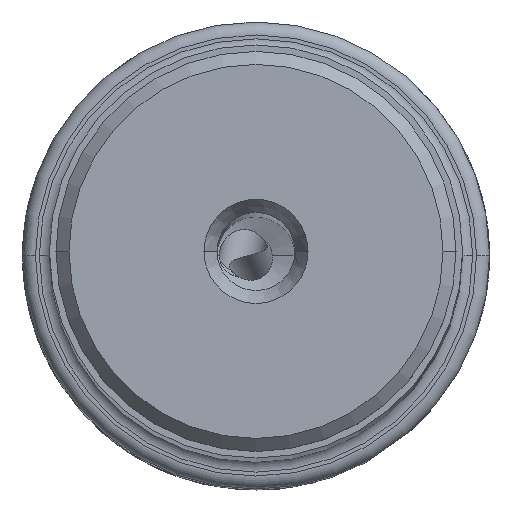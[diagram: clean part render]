
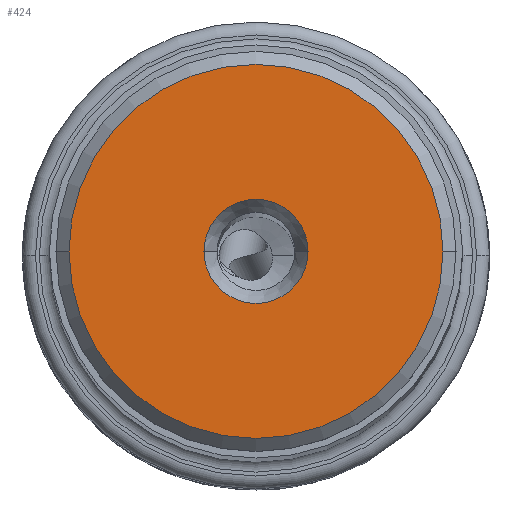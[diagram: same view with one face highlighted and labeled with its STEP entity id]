
A CAD part, top view. The second image highlights one B-rep face of the part: STEP entity #424.
In plain terms, the highlighted planar face has unit normal (0, 0, 1).
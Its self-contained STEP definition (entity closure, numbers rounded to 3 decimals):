
#133=PLANE('',#4018);
#424=ADVANCED_FACE('',(#654,#655),#133,.T.);
#654=FACE_BOUND('',#733,.T.);
#655=FACE_BOUND('',#734,.T.);
#733=EDGE_LOOP('',(#1851,#1852,#1853,#1854));
#734=EDGE_LOOP('',(#1855,#1856));
#930=CIRCLE('',#4011,4.);
#931=CIRCLE('',#4013,14.375);
#932=CIRCLE('',#4014,14.375);
#933=CIRCLE('',#4015,14.375);
#934=CIRCLE('',#4016,14.375);
#935=CIRCLE('',#4017,4.);
#1851=ORIENTED_EDGE('',*,*,#3216,.F.);
#1852=ORIENTED_EDGE('',*,*,#3217,.F.);
#1853=ORIENTED_EDGE('',*,*,#3218,.F.);
#1854=ORIENTED_EDGE('',*,*,#3219,.F.);
#1855=ORIENTED_EDGE('',*,*,#3215,.F.);
#1856=ORIENTED_EDGE('',*,*,#3220,.F.);
#2772=VERTEX_POINT('',#7942);
#2773=VERTEX_POINT('',#7944);
#2774=VERTEX_POINT('',#7948);
#2775=VERTEX_POINT('',#7949);
#2776=VERTEX_POINT('',#7951);
#2777=VERTEX_POINT('',#7953);
#3215=EDGE_CURVE('',#2773,#2772,#930,.T.);
#3216=EDGE_CURVE('',#2774,#2775,#931,.T.);
#3217=EDGE_CURVE('',#2776,#2774,#932,.T.);
#3218=EDGE_CURVE('',#2777,#2776,#933,.T.);
#3219=EDGE_CURVE('',#2775,#2777,#934,.T.);
#3220=EDGE_CURVE('',#2772,#2773,#935,.T.);
#4011=AXIS2_PLACEMENT_3D('',#7945,#4638,#4639);
#4013=AXIS2_PLACEMENT_3D('',#7947,#4642,#4643);
#4014=AXIS2_PLACEMENT_3D('',#7950,#4644,#4645);
#4015=AXIS2_PLACEMENT_3D('',#7952,#4646,#4647);
#4016=AXIS2_PLACEMENT_3D('',#7954,#4648,#4649);
#4017=AXIS2_PLACEMENT_3D('',#7955,#4650,#4651);
#4018=AXIS2_PLACEMENT_3D('',#7956,#4652,#4653);
#4638=DIRECTION('',(0.,0.,1.));
#4639=DIRECTION('',(1.,0.,0.));
#4642=DIRECTION('',(0.,0.,-1.));
#4643=DIRECTION('',(0.,1.,0.));
#4644=DIRECTION('',(0.,0.,-1.));
#4645=DIRECTION('',(-1.,0.,0.));
#4646=DIRECTION('',(0.,0.,-1.));
#4647=DIRECTION('',(0.,-1.,0.));
#4648=DIRECTION('',(0.,0.,-1.));
#4649=DIRECTION('',(1.,0.,0.));
#4650=DIRECTION('',(0.,0.,1.));
#4651=DIRECTION('',(-1.,0.,0.));
#4652=DIRECTION('',(0.,0.,1.));
#4653=DIRECTION('',(1.,0.,0.));
#7942=CARTESIAN_POINT('',(-4.,0.,0.));
#7944=CARTESIAN_POINT('',(4.,0.,0.));
#7945=CARTESIAN_POINT('',(0.,0.,0.));
#7947=CARTESIAN_POINT('',(0.,0.,0.));
#7948=CARTESIAN_POINT('',(0.,14.375,0.));
#7949=CARTESIAN_POINT('',(14.375,0.,0.));
#7950=CARTESIAN_POINT('',(0.,0.,0.));
#7951=CARTESIAN_POINT('',(-14.375,0.,0.));
#7952=CARTESIAN_POINT('',(0.,0.,0.));
#7953=CARTESIAN_POINT('',(0.,-14.375,0.));
#7954=CARTESIAN_POINT('',(0.,0.,0.));
#7955=CARTESIAN_POINT('',(0.,0.,0.));
#7956=CARTESIAN_POINT('',(0.,0.,0.));
